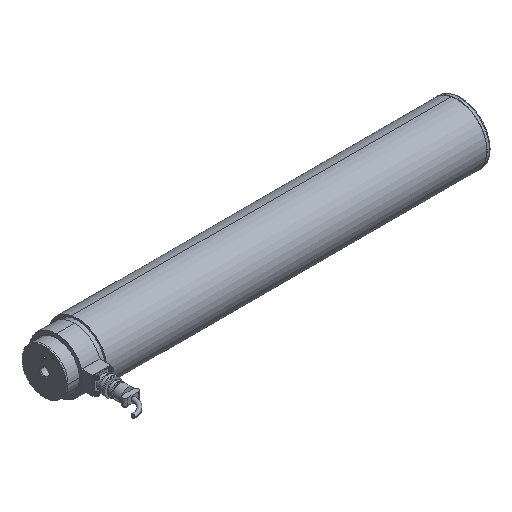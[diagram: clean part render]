
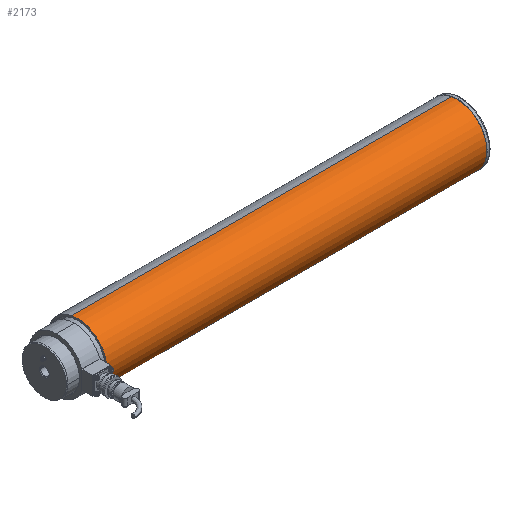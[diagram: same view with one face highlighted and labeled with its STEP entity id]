
A CAD part, isometric view. The second image highlights one B-rep face of the part: STEP entity #2173.
In plain terms, the highlighted cylindrical face has radius 49.5 mm (diameter 99 mm), a partial arc.
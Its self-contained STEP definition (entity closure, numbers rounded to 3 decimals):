
#341 = ORIENTED_EDGE ( 'NONE', *, *, #2073, .T. ) ;
#1050 = VECTOR ( 'NONE', #12957, 1000. ) ;
#1609 = CIRCLE ( 'NONE', #13447, 49.5 ) ;
#1746 = EDGE_LOOP ( 'NONE', ( #5251, #341, #5905, #14147 ) ) ;
#2073 = EDGE_CURVE ( 'NONE', #10186, #3311, #7505, .T. ) ;
#2173 = ADVANCED_FACE ( 'NONE', ( #4408 ), #2743, .T. ) ;
#2326 = LINE ( 'NONE', #4589, #1050 ) ;
#2743 = CYLINDRICAL_SURFACE ( 'NONE', #4497, 49.5 ) ;
#3262 = LINE ( 'NONE', #14060, #4197 ) ;
#3311 = VERTEX_POINT ( 'NONE', #8121 ) ;
#3750 = DIRECTION ( 'NONE',  ( -1., 0., 0. ) ) ;
#3859 = DIRECTION ( 'NONE',  ( 0., 0., 1. ) ) ;
#3862 = DIRECTION ( 'NONE',  ( -1., 0., 0. ) ) ;
#4197 = VECTOR ( 'NONE', #8139, 1000. ) ;
#4408 = FACE_OUTER_BOUND ( 'NONE', #1746, .T. ) ;
#4497 = AXIS2_PLACEMENT_3D ( 'NONE', #8561, #10958, #3859 ) ;
#4589 = CARTESIAN_POINT ( 'NONE',  ( -17.724, 0., -49.5 ) ) ;
#5124 = EDGE_CURVE ( 'NONE', #8400, #9276, #1609, .T. ) ;
#5251 = ORIENTED_EDGE ( 'NONE', *, *, #5313, .F. ) ;
#5313 = EDGE_CURVE ( 'NONE', #10186, #8400, #2326, .T. ) ;
#5905 = ORIENTED_EDGE ( 'NONE', *, *, #9061, .T. ) ;
#7312 = AXIS2_PLACEMENT_3D ( 'NONE', #13099, #3750, #14210 ) ;
#7505 = CIRCLE ( 'NONE', #7312, 49.5 ) ;
#8121 = CARTESIAN_POINT ( 'NONE',  ( 630., 0., 49.5 ) ) ;
#8139 = DIRECTION ( 'NONE',  ( -1., 0., 0. ) ) ;
#8156 = CARTESIAN_POINT ( 'NONE',  ( 0., 0., -49.5 ) ) ;
#8400 = VERTEX_POINT ( 'NONE', #8156 ) ;
#8458 = DIRECTION ( 'NONE',  ( 0., 0., 1. ) ) ;
#8561 = CARTESIAN_POINT ( 'NONE',  ( -17.724, 0., 0. ) ) ;
#8605 = CARTESIAN_POINT ( 'NONE',  ( 0., 0., 49.5 ) ) ;
#9061 = EDGE_CURVE ( 'NONE', #3311, #9276, #3262, .T. ) ;
#9276 = VERTEX_POINT ( 'NONE', #8605 ) ;
#10186 = VERTEX_POINT ( 'NONE', #12760 ) ;
#10958 = DIRECTION ( 'NONE',  ( -1., 0., 0. ) ) ;
#12760 = CARTESIAN_POINT ( 'NONE',  ( 630., 0., -49.5 ) ) ;
#12957 = DIRECTION ( 'NONE',  ( -1., 0., 0. ) ) ;
#13099 = CARTESIAN_POINT ( 'NONE',  ( 630., 0., 0. ) ) ;
#13163 = CARTESIAN_POINT ( 'NONE',  ( 0., 0., 0. ) ) ;
#13447 = AXIS2_PLACEMENT_3D ( 'NONE', #13163, #3862, #8458 ) ;
#14060 = CARTESIAN_POINT ( 'NONE',  ( -17.724, 0., 49.5 ) ) ;
#14147 = ORIENTED_EDGE ( 'NONE', *, *, #5124, .F. ) ;
#14210 = DIRECTION ( 'NONE',  ( 0., 0., 1. ) ) ;
